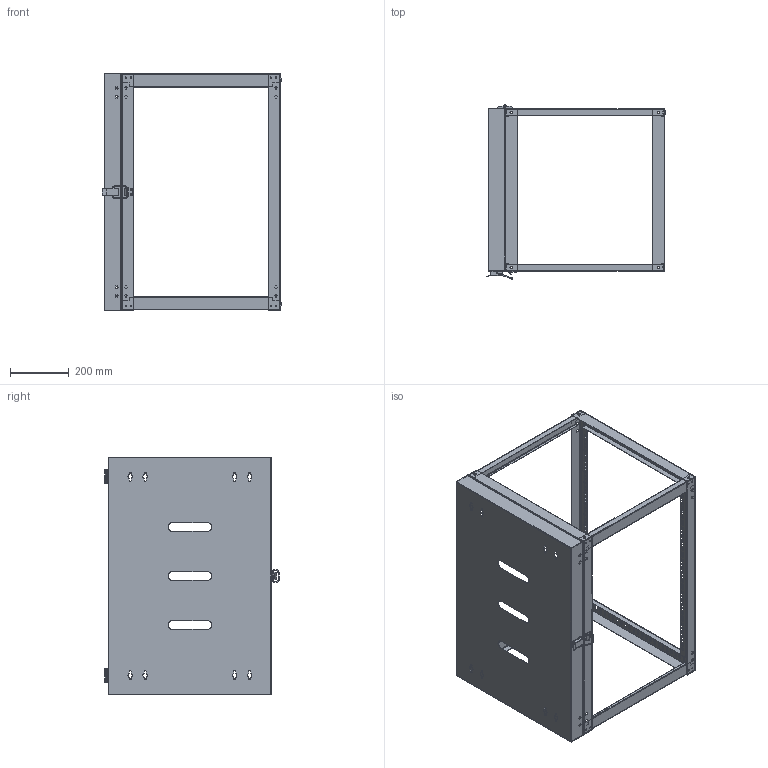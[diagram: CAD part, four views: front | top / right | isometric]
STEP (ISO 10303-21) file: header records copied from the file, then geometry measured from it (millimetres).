
FILE_DESCRIPTION (( 'STEP AP214' ), '1' );
FILE_NAME ('SMC-SWD5615D_3D.step', '2024-03-27T23:03:48', ( '' ), ( '' ), 'SwSTEP 2.0', 'SolidWorks 2022', '' );
FILE_SCHEMA (( 'AUTOMOTIVE_DESIGN' ));
Length unit declared in the file: inch
Products named in the file (3): SMC-SWD5615D_GATE; SMC-SWD5615D_3D; SMC-SWD5615D
Assembly tree (2 placements, depth 2):
  SMC-SWD5615D_3D
    SMC-SWD5615D
    SMC-SWD5615D_GATE
Bounding box: 609.5 x 592.06 x 807.05 mm (x, y, z)
Volume: 1187678.8 mm3; surface area: 2820670.1 mm2
Topology: 3 solids, 11 shells, 2842 faces, 7938 edges, 5073 vertices
Faces by surface type: plane 1789, cylinder 827, bspline 194, cone 32
Entity records: 99881 total; most frequent: CARTESIAN_POINT 25300, ORIENTED_EDGE 15786, DIRECTION 14816, EDGE_CURVE 7898, LINE 5828, VECTOR 5828, VERTEX_POINT 5073, AXIS2_PLACEMENT_3D 4494
